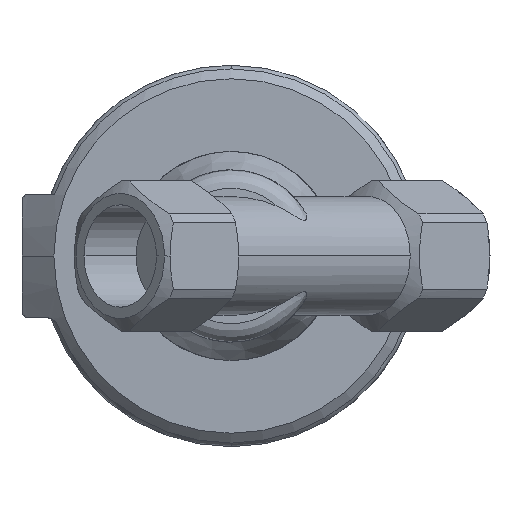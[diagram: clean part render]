
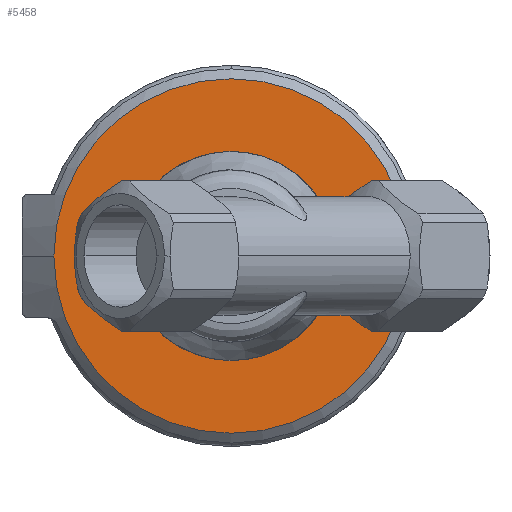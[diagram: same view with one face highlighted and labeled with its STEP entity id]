
A CAD part, front view. The second image highlights one B-rep face of the part: STEP entity #5458.
In plain terms, the highlighted planar face has unit normal (0, -1, 0).
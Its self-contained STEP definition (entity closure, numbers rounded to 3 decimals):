
#261 = EDGE_CURVE ( 'NONE', #4262, #4129, #4803, .T. ) ;
#687 = EDGE_LOOP ( 'NONE', ( #3815, #5550 ) ) ;
#708 = CIRCLE ( 'NONE', #2787, 13.5 ) ;
#1234 = VERTEX_POINT ( 'NONE', #4658 ) ;
#1329 = DIRECTION ( 'NONE',  ( 0., 1., 0. ) ) ;
#1881 = AXIS2_PLACEMENT_3D ( 'NONE', #4781, #1329, #5361 ) ;
#1933 = CARTESIAN_POINT ( 'NONE',  ( -55.931, 62.85, -2.694 ) ) ;
#1946 = CARTESIAN_POINT ( 'NONE',  ( -42.431, 62.85, -18.194 ) ) ;
#2137 = AXIS2_PLACEMENT_3D ( 'NONE', #5812, #5756, #5729 ) ;
#2443 = DIRECTION ( 'NONE',  ( 0., 1., 0. ) ) ;
#2459 = AXIS2_PLACEMENT_3D ( 'NONE', #1933, #7129, #3655 ) ;
#2787 = AXIS2_PLACEMENT_3D ( 'NONE', #5909, #2443, #6494 ) ;
#2988 = FACE_BOUND ( 'NONE', #5405, .T. ) ;
#3111 = CARTESIAN_POINT ( 'NONE',  ( -55.931, 62.85, -18.194 ) ) ;
#3468 = EDGE_CURVE ( 'NONE', #1234, #7200, #708, .T. ) ;
#3655 = DIRECTION ( 'NONE',  ( 1., 0., 0. ) ) ;
#3692 = DIRECTION ( 'NONE',  ( 1., 0., 0. ) ) ;
#3815 = ORIENTED_EDGE ( 'NONE', *, *, #261, .F. ) ;
#4129 = VERTEX_POINT ( 'NONE', #4181 ) ;
#4181 = CARTESIAN_POINT ( 'NONE',  ( -27.117, 62.85, -18.194 ) ) ;
#4262 = VERTEX_POINT ( 'NONE', #4686 ) ;
#4596 = AXIS2_PLACEMENT_3D ( 'NONE', #3111, #7166, #3692 ) ;
#4658 = CARTESIAN_POINT ( 'NONE',  ( -69.431, 62.85, -18.194 ) ) ;
#4686 = CARTESIAN_POINT ( 'NONE',  ( -84.744, 62.85, -18.194 ) ) ;
#4781 = CARTESIAN_POINT ( 'NONE',  ( -55.931, 62.85, -18.194 ) ) ;
#4803 = CIRCLE ( 'NONE', #2137, 28.813 ) ;
#4827 = EDGE_CURVE ( 'NONE', #4129, #4262, #6524, .T. ) ;
#4828 = ORIENTED_EDGE ( 'NONE', *, *, #4906, .T. ) ;
#4906 = EDGE_CURVE ( 'NONE', #7200, #1234, #6149, .T. ) ;
#5361 = DIRECTION ( 'NONE',  ( -1., 0., 0. ) ) ;
#5405 = EDGE_LOOP ( 'NONE', ( #4828, #5884 ) ) ;
#5458 = ADVANCED_FACE ( 'NONE', ( #2988, #6048 ), #5971, .T. ) ;
#5550 = ORIENTED_EDGE ( 'NONE', *, *, #4827, .F. ) ;
#5729 = DIRECTION ( 'NONE',  ( -1., 0., 0. ) ) ;
#5756 = DIRECTION ( 'NONE',  ( 0., 1., 0. ) ) ;
#5812 = CARTESIAN_POINT ( 'NONE',  ( -55.931, 62.85, -18.194 ) ) ;
#5884 = ORIENTED_EDGE ( 'NONE', *, *, #3468, .T. ) ;
#5909 = CARTESIAN_POINT ( 'NONE',  ( -55.931, 62.85, -18.194 ) ) ;
#5971 = PLANE ( 'NONE',  #2459 ) ;
#6048 = FACE_OUTER_BOUND ( 'NONE', #687, .T. ) ;
#6149 = CIRCLE ( 'NONE', #4596, 13.5 ) ;
#6494 = DIRECTION ( 'NONE',  ( 1., 0., 0. ) ) ;
#6524 = CIRCLE ( 'NONE', #1881, 28.813 ) ;
#7129 = DIRECTION ( 'NONE',  ( 0., -1., 0. ) ) ;
#7166 = DIRECTION ( 'NONE',  ( 0., 1., 0. ) ) ;
#7200 = VERTEX_POINT ( 'NONE', #1946 ) ;
